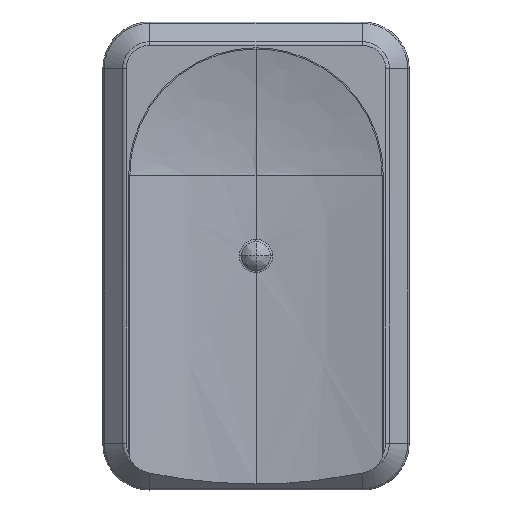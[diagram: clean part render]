
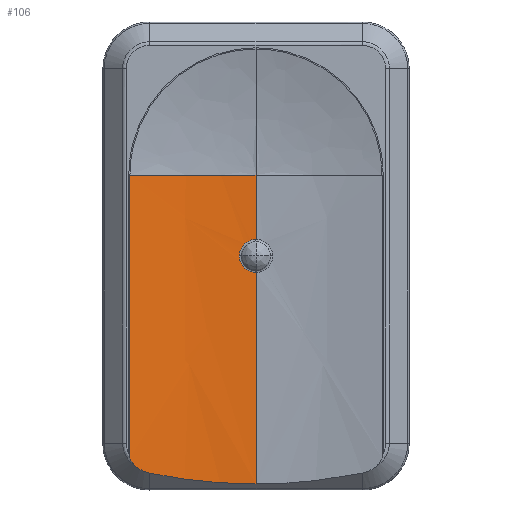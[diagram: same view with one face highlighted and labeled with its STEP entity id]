
A CAD part, top view. The second image highlights one B-rep face of the part: STEP entity #106.
In plain terms, the highlighted free-form (B-spline) face has degree [2, 1] with [3, 2] control points.
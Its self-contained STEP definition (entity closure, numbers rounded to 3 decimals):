
#106=ADVANCED_FACE('',(#204),#1399,.T.);
#204=FACE_OUTER_BOUND('',#305,.T.);
#305=EDGE_LOOP('',(#713,#714,#715,#716,#717,#718,#719,#720,#721));
#713=ORIENTED_EDGE('',*,*,#964,.T.);
#714=ORIENTED_EDGE('',*,*,#890,.F.);
#715=ORIENTED_EDGE('',*,*,#961,.T.);
#716=ORIENTED_EDGE('',*,*,#947,.F.);
#717=ORIENTED_EDGE('',*,*,#959,.F.);
#718=ORIENTED_EDGE('',*,*,#933,.F.);
#719=ORIENTED_EDGE('',*,*,#960,.T.);
#720=ORIENTED_EDGE('',*,*,#971,.T.);
#721=ORIENTED_EDGE('',*,*,#977,.F.);
#890=EDGE_CURVE('',#1299,#1297,#1032,.T.);
#933=EDGE_CURVE('',#1314,#1315,#1176,.T.);
#947=EDGE_CURVE('',#1317,#1319,#1184,.T.);
#959=EDGE_CURVE('',#1315,#1317,#1189,.T.);
#960=EDGE_CURVE('',#1314,#1323,#1072,.T.);
#961=EDGE_CURVE('',#1299,#1319,#1073,.T.);
#964=EDGE_CURVE('',#1325,#1297,#1075,.T.);
#971=EDGE_CURVE('',#1323,#1324,#1193,.T.);
#977=EDGE_CURVE('',#1325,#1324,#1199,.T.);
#1032=(
BOUNDED_CURVE()
B_SPLINE_CURVE(2,(#2852,#2853,#2854),.UNSPECIFIED.,.F.,.F.)
B_SPLINE_CURVE_WITH_KNOTS((3,3),(0.092,7.517),
 .UNSPECIFIED.)
CURVE()
GEOMETRIC_REPRESENTATION_ITEM()
RATIONAL_B_SPLINE_CURVE((1.,1.,1.))
REPRESENTATION_ITEM('')
);
#1072=(
BOUNDED_CURVE()
B_SPLINE_CURVE(1,(#3123,#3124),.UNSPECIFIED.,.F.,.F.)
B_SPLINE_CURVE_WITH_KNOTS((2,2),(0.,12.424),.UNSPECIFIED.)
CURVE()
GEOMETRIC_REPRESENTATION_ITEM()
RATIONAL_B_SPLINE_CURVE((1.,1.))
REPRESENTATION_ITEM('')
);
#1073=(
BOUNDED_CURVE()
B_SPLINE_CURVE(1,(#3125,#3126),.UNSPECIFIED.,.F.,.F.)
B_SPLINE_CURVE_WITH_KNOTS((2,2),(0.,16.615),.UNSPECIFIED.)
CURVE()
GEOMETRIC_REPRESENTATION_ITEM()
RATIONAL_B_SPLINE_CURVE((1.,1.))
REPRESENTATION_ITEM('')
);
#1075=(
BOUNDED_CURVE()
B_SPLINE_CURVE(1,(#3133,#3134),.UNSPECIFIED.,.F.,.F.)
B_SPLINE_CURVE_WITH_KNOTS((2,2),(14.376,18.15),
 .UNSPECIFIED.)
CURVE()
GEOMETRIC_REPRESENTATION_ITEM()
RATIONAL_B_SPLINE_CURVE((1.,1.))
REPRESENTATION_ITEM('')
);
#1176=B_SPLINE_CURVE_WITH_KNOTS('',3,(#3027,#3028,#3029,#3030,#3031,#3032,
#3033,#3034),.UNSPECIFIED.,.F.,.F.,(4,2,2,4),(0.,1.887,3.775,
6.337),.UNSPECIFIED.);
#1184=B_SPLINE_CURVE_WITH_KNOTS('',3,(#3075,#3076,#3077,#3078,#3079,#3080,
#3081),.UNSPECIFIED.,.F.,.F.,(4,3,4),(0.,0.39,0.613),
 .UNSPECIFIED.);
#1189=B_SPLINE_CURVE_WITH_KNOTS('',3,(#3119,#3120,#3121,#3122),
 .UNSPECIFIED.,.F.,.F.,(4,4),(-0.953,0.),.UNSPECIFIED.);
#1193=B_SPLINE_CURVE_WITH_KNOTS('',3,(#3163,#3164,#3165,#3166,#3167,#3168,
#3169,#3170,#3171,#3172),.UNSPECIFIED.,.F.,.F.,(4,2,2,2,4),(0.,0.358,
0.715,1.073,1.43),.UNSPECIFIED.);
#1199=B_SPLINE_CURVE_WITH_KNOTS('',3,(#3215,#3216,#3217,#3218,#3219,#3220,
#3221,#3222,#3223,#3224),.UNSPECIFIED.,.F.,.F.,(4,2,2,2,4),(0.,0.358,
0.715,1.073,1.43),.UNSPECIFIED.);
#1297=VERTEX_POINT('',#2426);
#1299=VERTEX_POINT('',#2428);
#1314=VERTEX_POINT('',#2443);
#1315=VERTEX_POINT('',#2444);
#1317=VERTEX_POINT('',#2446);
#1319=VERTEX_POINT('',#2448);
#1323=VERTEX_POINT('',#2452);
#1324=VERTEX_POINT('',#2453);
#1325=VERTEX_POINT('',#2454);
#1399=(
BOUNDED_SURFACE()
B_SPLINE_SURFACE(2,1,((#1900,#1901),(#1902,#1903),(#1904,#1905)),
 .UNSPECIFIED.,.F.,.F.,.F.)
B_SPLINE_SURFACE_WITH_KNOTS((3,3),(2,2),(0.,7.514),(0.,20.804),
 .UNSPECIFIED.)
GEOMETRIC_REPRESENTATION_ITEM()
RATIONAL_B_SPLINE_SURFACE(((1.,1.),(1.,1.),(1.,1.)))
REPRESENTATION_ITEM('')
SURFACE()
);
#1900=CARTESIAN_POINT('',(-47.485,6.028,9.442));
#1901=CARTESIAN_POINT('',(-47.485,26.833,9.442));
#1902=CARTESIAN_POINT('',(-43.78,6.028,8.55));
#1903=CARTESIAN_POINT('',(-43.78,26.833,8.55));
#1904=CARTESIAN_POINT('',(-40.076,6.028,8.55));
#1905=CARTESIAN_POINT('',(-40.076,26.833,8.55));
#2426=CARTESIAN_POINT('',(-40.076,26.833,8.55));
#2428=CARTESIAN_POINT('',(-47.485,26.833,9.442));
#2443=CARTESIAN_POINT('',(-40.076,8.683,8.55));
#2444=CARTESIAN_POINT('',(-46.326,9.317,9.185));
#2446=CARTESIAN_POINT('',(-47.146,9.723,9.362));
#2448=CARTESIAN_POINT('',(-47.485,10.217,9.442));
#2452=CARTESIAN_POINT('',(-40.076,21.106,8.55));
#2453=CARTESIAN_POINT('',(-41.052,22.083,8.565));
#2454=CARTESIAN_POINT('',(-40.076,23.059,8.55));
#2852=CARTESIAN_POINT('',(-47.485,26.833,9.442));
#2853=CARTESIAN_POINT('',(-43.78,26.833,8.55));
#2854=CARTESIAN_POINT('',(-40.076,26.833,8.55));
#3027=CARTESIAN_POINT('',(-40.076,8.683,8.55));
#3028=CARTESIAN_POINT('',(-40.706,8.683,8.55));
#3029=CARTESIAN_POINT('',(-41.334,8.702,8.569));
#3030=CARTESIAN_POINT('',(-42.588,8.779,8.646));
#3031=CARTESIAN_POINT('',(-43.212,8.836,8.704));
#3032=CARTESIAN_POINT('',(-44.675,9.015,8.882));
#3033=CARTESIAN_POINT('',(-45.506,9.151,9.018));
#3034=CARTESIAN_POINT('',(-46.326,9.317,9.185));
#3075=CARTESIAN_POINT('',(-47.146,9.723,9.362));
#3076=CARTESIAN_POINT('',(-47.243,9.807,9.384));
#3077=CARTESIAN_POINT('',(-47.326,9.906,9.404));
#3078=CARTESIAN_POINT('',(-47.392,10.017,9.42));
#3079=CARTESIAN_POINT('',(-47.429,10.079,9.428));
#3080=CARTESIAN_POINT('',(-47.461,10.148,9.436));
#3081=CARTESIAN_POINT('',(-47.485,10.217,9.442));
#3119=CARTESIAN_POINT('',(-46.326,9.317,9.185));
#3120=CARTESIAN_POINT('',(-46.629,9.379,9.246));
#3121=CARTESIAN_POINT('',(-46.912,9.519,9.308));
#3122=CARTESIAN_POINT('',(-47.146,9.723,9.362));
#3123=CARTESIAN_POINT('',(-40.076,8.683,8.55));
#3124=CARTESIAN_POINT('',(-40.076,21.106,8.55));
#3125=CARTESIAN_POINT('',(-47.485,26.833,9.442));
#3126=CARTESIAN_POINT('',(-47.485,10.217,9.442));
#3133=CARTESIAN_POINT('',(-40.076,23.059,8.55));
#3134=CARTESIAN_POINT('',(-40.076,26.833,8.55));
#3163=CARTESIAN_POINT('',(-40.076,21.106,8.55));
#3164=CARTESIAN_POINT('',(-40.204,21.106,8.55));
#3165=CARTESIAN_POINT('',(-40.332,21.132,8.551));
#3166=CARTESIAN_POINT('',(-40.568,21.23,8.554));
#3167=CARTESIAN_POINT('',(-40.676,21.302,8.556));
#3168=CARTESIAN_POINT('',(-40.857,21.483,8.56));
#3169=CARTESIAN_POINT('',(-40.929,21.591,8.562));
#3170=CARTESIAN_POINT('',(-41.027,21.827,8.565));
#3171=CARTESIAN_POINT('',(-41.052,21.955,8.565));
#3172=CARTESIAN_POINT('',(-41.052,22.083,8.565));
#3215=CARTESIAN_POINT('',(-40.076,23.059,8.55));
#3216=CARTESIAN_POINT('',(-40.204,23.059,8.55));
#3217=CARTESIAN_POINT('',(-40.332,23.033,8.551));
#3218=CARTESIAN_POINT('',(-40.568,22.936,8.554));
#3219=CARTESIAN_POINT('',(-40.676,22.863,8.556));
#3220=CARTESIAN_POINT('',(-40.857,22.682,8.56));
#3221=CARTESIAN_POINT('',(-40.929,22.574,8.562));
#3222=CARTESIAN_POINT('',(-41.027,22.338,8.565));
#3223=CARTESIAN_POINT('',(-41.052,22.21,8.565));
#3224=CARTESIAN_POINT('',(-41.052,22.083,8.565));
